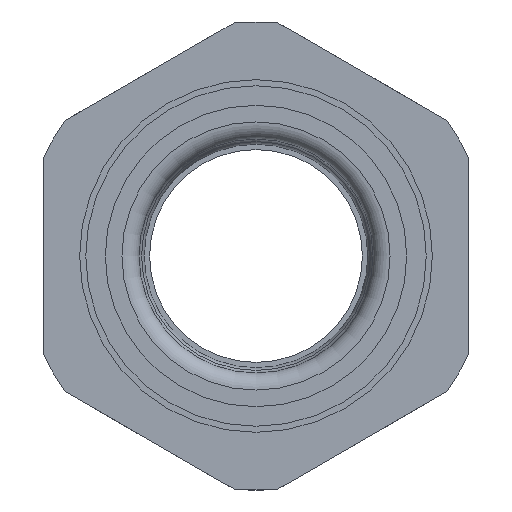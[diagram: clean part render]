
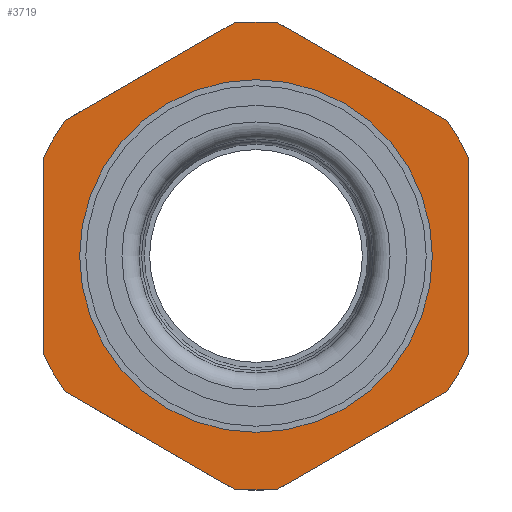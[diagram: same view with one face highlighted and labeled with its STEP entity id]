
A CAD part, front view. The second image highlights one B-rep face of the part: STEP entity #3719.
In plain terms, the highlighted planar face has unit normal (0, -1, 0).
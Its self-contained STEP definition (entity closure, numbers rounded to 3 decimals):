
#135 = DIRECTION ( 'NONE',  ( 0., 0., -1. ) ) ;
#192 = DIRECTION ( 'NONE',  ( 0.866, 0., -0.5 ) ) ;
#196 = EDGE_CURVE ( 'NONE', #4951, #5050, #1996, .T. ) ;
#216 = VERTEX_POINT ( 'NONE', #1675 ) ;
#253 = CARTESIAN_POINT ( 'NONE',  ( 10., -6.35, -4.583 ) ) ;
#404 = VECTOR ( 'NONE', #1553, 1000. ) ;
#406 = DIRECTION ( 'NONE',  ( 0., 0., -1. ) ) ;
#516 = CARTESIAN_POINT ( 'NONE',  ( 8.969, -6.35, 6.369 ) ) ;
#542 = CARTESIAN_POINT ( 'NONE',  ( 1.031, -6.35, 10.952 ) ) ;
#635 = VERTEX_POINT ( 'NONE', #4972 ) ;
#703 = CARTESIAN_POINT ( 'NONE',  ( 0., -6.35, 0. ) ) ;
#713 = ORIENTED_EDGE ( 'NONE', *, *, #2254, .T. ) ;
#802 = CARTESIAN_POINT ( 'NONE',  ( 0., -6.35, 0. ) ) ;
#900 = ORIENTED_EDGE ( 'NONE', *, *, #2616, .T. ) ;
#1035 = CARTESIAN_POINT ( 'NONE',  ( 10., -6.35, 5.774 ) ) ;
#1040 = CARTESIAN_POINT ( 'NONE',  ( -8.969, -6.35, 6.369 ) ) ;
#1077 = VECTOR ( 'NONE', #1331, 1000. ) ;
#1122 = CARTESIAN_POINT ( 'NONE',  ( -10., -6.35, 4.583 ) ) ;
#1137 = CARTESIAN_POINT ( 'NONE',  ( 0., -6.35, 11.547 ) ) ;
#1238 = VECTOR ( 'NONE', #3367, 1000. ) ;
#1286 = CARTESIAN_POINT ( 'NONE',  ( 1.031, -6.35, -10.952 ) ) ;
#1307 = VERTEX_POINT ( 'NONE', #516 ) ;
#1331 = DIRECTION ( 'NONE',  ( 0., 0., -1. ) ) ;
#1355 = CIRCLE ( 'NONE', #1896, 11. ) ;
#1380 = ORIENTED_EDGE ( 'NONE', *, *, #196, .T. ) ;
#1424 = DIRECTION ( 'NONE',  ( 0., 0., 1. ) ) ;
#1532 = ORIENTED_EDGE ( 'NONE', *, *, #4152, .T. ) ;
#1553 = DIRECTION ( 'NONE',  ( -0.866, 0., 0.5 ) ) ;
#1579 = ORIENTED_EDGE ( 'NONE', *, *, #2440, .F. ) ;
#1582 = CARTESIAN_POINT ( 'NONE',  ( 0., -6.35, 0. ) ) ;
#1594 = VERTEX_POINT ( 'NONE', #1122 ) ;
#1605 = DIRECTION ( 'NONE',  ( 0., 0., -1. ) ) ;
#1661 = VERTEX_POINT ( 'NONE', #4366 ) ;
#1675 = CARTESIAN_POINT ( 'NONE',  ( -10., -6.35, -4.583 ) ) ;
#1687 = DIRECTION ( 'NONE',  ( 0., -1., 0. ) ) ;
#1692 = AXIS2_PLACEMENT_3D ( 'NONE', #4061, #2464, #3313 ) ;
#1752 = ORIENTED_EDGE ( 'NONE', *, *, #4573, .T. ) ;
#1825 = FACE_BOUND ( 'NONE', #2191, .T. ) ;
#1875 = EDGE_CURVE ( 'NONE', #1307, #5432, #3632, .T. ) ;
#1896 = AXIS2_PLACEMENT_3D ( 'NONE', #2265, #4769, #3950 ) ;
#1949 = CIRCLE ( 'NONE', #5368, 11. ) ;
#1967 = AXIS2_PLACEMENT_3D ( 'NONE', #5243, #5271, #1424 ) ;
#1978 = VECTOR ( 'NONE', #192, 1000. ) ;
#1989 = LINE ( 'NONE', #1035, #4986 ) ;
#1991 = ORIENTED_EDGE ( 'NONE', *, *, #3889, .T. ) ;
#1996 = LINE ( 'NONE', #5015, #1238 ) ;
#2180 = CARTESIAN_POINT ( 'NONE',  ( 0., -6.35, 0. ) ) ;
#2191 = EDGE_LOOP ( 'NONE', ( #1579 ) ) ;
#2240 = ORIENTED_EDGE ( 'NONE', *, *, #3175, .T. ) ;
#2254 = EDGE_CURVE ( 'NONE', #2573, #4095, #1989, .T. ) ;
#2265 = CARTESIAN_POINT ( 'NONE',  ( 0., -6.35, 0. ) ) ;
#2385 = DIRECTION ( 'NONE',  ( 0., -1., 0. ) ) ;
#2394 = DIRECTION ( 'NONE',  ( 0., 0., -1. ) ) ;
#2423 = CARTESIAN_POINT ( 'NONE',  ( 0., -6.35, -11.547 ) ) ;
#2440 = EDGE_CURVE ( 'NONE', #5443, #5443, #3372, .T. ) ;
#2455 = ORIENTED_EDGE ( 'NONE', *, *, #4258, .T. ) ;
#2464 = DIRECTION ( 'NONE',  ( 0., -1., 0. ) ) ;
#2573 = VERTEX_POINT ( 'NONE', #253 ) ;
#2616 = EDGE_CURVE ( 'NONE', #3674, #1594, #3379, .T. ) ;
#3063 = EDGE_CURVE ( 'NONE', #5050, #2573, #3669, .T. ) ;
#3121 = DIRECTION ( 'NONE',  ( 0., -1., 0. ) ) ;
#3175 = EDGE_CURVE ( 'NONE', #635, #4951, #3395, .T. ) ;
#3205 = CARTESIAN_POINT ( 'NONE',  ( -10., -6.35, 5.774 ) ) ;
#3313 = DIRECTION ( 'NONE',  ( 0., 0., -1. ) ) ;
#3367 = DIRECTION ( 'NONE',  ( 0.866, 0., 0.5 ) ) ;
#3372 = CIRCLE ( 'NONE', #4442, 8.285 ) ;
#3379 = CIRCLE ( 'NONE', #1692, 11. ) ;
#3383 = CARTESIAN_POINT ( 'NONE',  ( 10., -6.35, 4.583 ) ) ;
#3395 = CIRCLE ( 'NONE', #4931, 11. ) ;
#3480 = LINE ( 'NONE', #5551, #1077 ) ;
#3517 = PLANE ( 'NONE',  #1967 ) ;
#3541 = FACE_OUTER_BOUND ( 'NONE', #3807, .T. ) ;
#3571 = CARTESIAN_POINT ( 'NONE',  ( 0., -6.35, 0. ) ) ;
#3632 = LINE ( 'NONE', #1137, #404 ) ;
#3669 = CIRCLE ( 'NONE', #4747, 11. ) ;
#3674 = VERTEX_POINT ( 'NONE', #1040 ) ;
#3719 = ADVANCED_FACE ( 'NONE', ( #3541, #1825 ), #3517, .F. ) ;
#3763 = AXIS2_PLACEMENT_3D ( 'NONE', #703, #2385, #4208 ) ;
#3807 = EDGE_LOOP ( 'NONE', ( #713, #4990, #5185, #1532, #4386, #900, #1991, #1752, #2455, #2240, #1380, #5388 ) ) ;
#3889 = EDGE_CURVE ( 'NONE', #1594, #216, #3480, .T. ) ;
#3950 = DIRECTION ( 'NONE',  ( 0., 0., -1. ) ) ;
#4022 = DIRECTION ( 'NONE',  ( -0.866, 0., -0.5 ) ) ;
#4061 = CARTESIAN_POINT ( 'NONE',  ( 0., -6.35, 0. ) ) ;
#4095 = VERTEX_POINT ( 'NONE', #3383 ) ;
#4106 = VECTOR ( 'NONE', #4022, 1000. ) ;
#4152 = EDGE_CURVE ( 'NONE', #5432, #4939, #1355, .T. ) ;
#4153 = DIRECTION ( 'NONE',  ( 0., -1., 0. ) ) ;
#4208 = DIRECTION ( 'NONE',  ( 0., 0., -1. ) ) ;
#4254 = EDGE_CURVE ( 'NONE', #4939, #3674, #5363, .T. ) ;
#4258 = EDGE_CURVE ( 'NONE', #1661, #635, #4483, .T. ) ;
#4297 = CARTESIAN_POINT ( 'NONE',  ( 8.969, -6.35, -6.369 ) ) ;
#4366 = CARTESIAN_POINT ( 'NONE',  ( -8.969, -6.35, -6.369 ) ) ;
#4386 = ORIENTED_EDGE ( 'NONE', *, *, #4254, .T. ) ;
#4442 = AXIS2_PLACEMENT_3D ( 'NONE', #3571, #3121, #135 ) ;
#4483 = LINE ( 'NONE', #2423, #1978 ) ;
#4573 = EDGE_CURVE ( 'NONE', #216, #1661, #4765, .T. ) ;
#4574 = CARTESIAN_POINT ( 'NONE',  ( 0., -6.35, -8.285 ) ) ;
#4605 = DIRECTION ( 'NONE',  ( 0., -1., 0. ) ) ;
#4747 = AXIS2_PLACEMENT_3D ( 'NONE', #802, #1687, #1605 ) ;
#4765 = CIRCLE ( 'NONE', #3763, 11. ) ;
#4769 = DIRECTION ( 'NONE',  ( 0., -1., 0. ) ) ;
#4916 = DIRECTION ( 'NONE',  ( 0., 0., 1. ) ) ;
#4931 = AXIS2_PLACEMENT_3D ( 'NONE', #1582, #4153, #2394 ) ;
#4939 = VERTEX_POINT ( 'NONE', #5112 ) ;
#4951 = VERTEX_POINT ( 'NONE', #1286 ) ;
#4972 = CARTESIAN_POINT ( 'NONE',  ( -1.031, -6.35, -10.952 ) ) ;
#4986 = VECTOR ( 'NONE', #4916, 1000. ) ;
#4990 = ORIENTED_EDGE ( 'NONE', *, *, #5070, .T. ) ;
#5015 = CARTESIAN_POINT ( 'NONE',  ( 10., -6.35, -5.774 ) ) ;
#5050 = VERTEX_POINT ( 'NONE', #4297 ) ;
#5070 = EDGE_CURVE ( 'NONE', #4095, #1307, #1949, .T. ) ;
#5112 = CARTESIAN_POINT ( 'NONE',  ( -1.031, -6.35, 10.952 ) ) ;
#5185 = ORIENTED_EDGE ( 'NONE', *, *, #1875, .T. ) ;
#5243 = CARTESIAN_POINT ( 'NONE',  ( -11., -6.35, 0. ) ) ;
#5271 = DIRECTION ( 'NONE',  ( 0., 1., 0. ) ) ;
#5363 = LINE ( 'NONE', #3205, #4106 ) ;
#5368 = AXIS2_PLACEMENT_3D ( 'NONE', #2180, #4605, #406 ) ;
#5388 = ORIENTED_EDGE ( 'NONE', *, *, #3063, .T. ) ;
#5432 = VERTEX_POINT ( 'NONE', #542 ) ;
#5443 = VERTEX_POINT ( 'NONE', #4574 ) ;
#5551 = CARTESIAN_POINT ( 'NONE',  ( -10., -6.35, -5.774 ) ) ;
